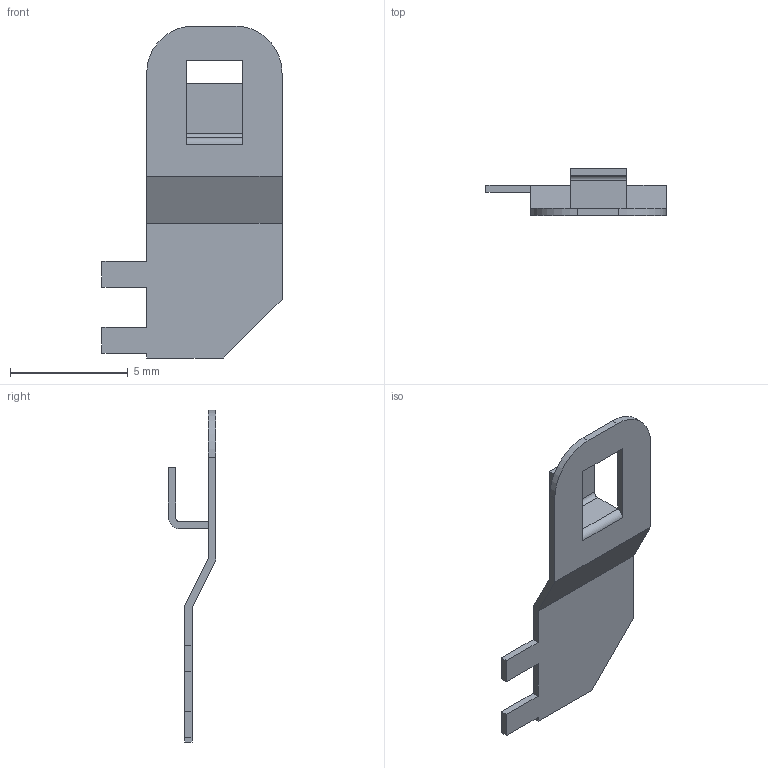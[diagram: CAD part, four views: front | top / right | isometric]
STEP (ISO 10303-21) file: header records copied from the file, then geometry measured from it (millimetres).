
FILE_DESCRIPTION (( 'STEP AP203' ), '1' );
FILE_NAME ('A-934-P-1.STEP', '2020-11-03T13:24:56', ( '' ), ( '' ), 'SwSTEP 2.0', 'SolidWorks 2020', '' );
FILE_SCHEMA (( 'CONFIG_CONTROL_DESIGN' ));
Length unit declared in the file: millimetre
Products named in the file (1): A-934-P-1
Bounding box: 7.65 x 2 x 14.1 mm (x, y, z)
Volume: 24.9 mm3; surface area: 185 mm2
Topology: 1 solids, 1 shells, 34 faces, 92 edges, 60 vertices
Faces by surface type: plane 29, cylinder 5
Entity records: 1135 total; most frequent: CARTESIAN_POINT 187, ORIENTED_EDGE 184, DIRECTION 172, EDGE_CURVE 92, LINE 82, VECTOR 82, VERTEX_POINT 60, AXIS2_PLACEMENT_3D 45
